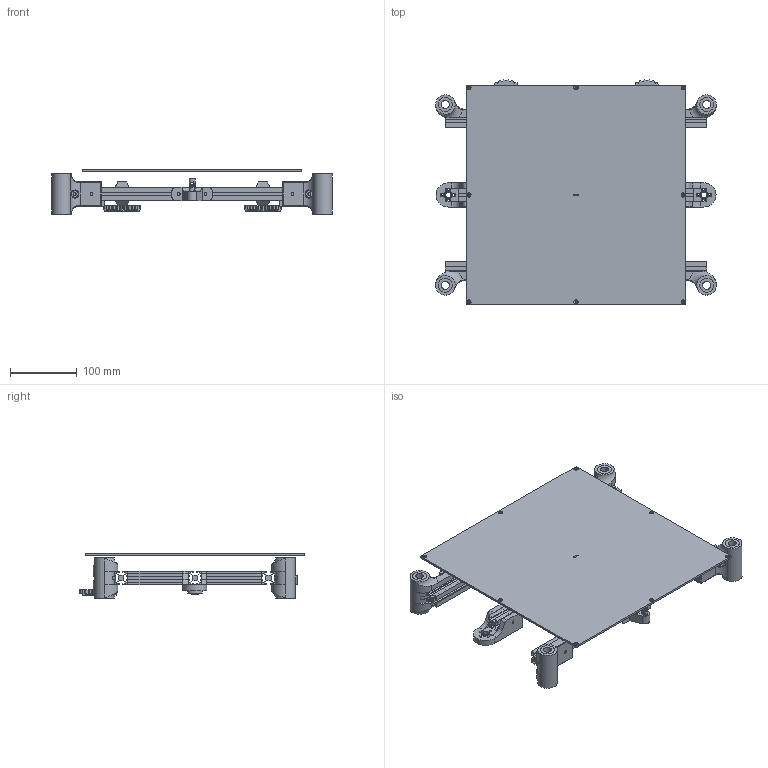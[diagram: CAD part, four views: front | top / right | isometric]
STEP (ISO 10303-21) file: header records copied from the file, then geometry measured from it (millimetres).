
FILE_DESCRIPTION(/* description */ (''),/* implementation_level */ '2;1');
FILE_NAME(/* name */ 'Heatbed Evo v12.step',/* time_stamp */ '2020-10-20T10:45:10+02:00',/* author */ (''),/* organization */ (''),/* preprocessor_version */ 'ST-DEVELOPER v18.1',/* originating_system */ 'Autodesk Translation Framework v9.3.0.1241',/* authorisation */ '');
FILE_SCHEMA (('AUTOMOTIVE_DESIGN { 1 0 10303 214 3 1 1 }'));
Length unit declared in the file: millimetre
Products named in the file (20): Heatbed Evo; Bed; Heatplate; Extrusion; Extrusion 20x20x350; Extrusion 20x20x90; Extrusion 20x20x390; Lead Skrew; Lead Skrew Holder Evo; Lead Screw; Z Axis; Z Axis Bearing Holder; Z Axis Bearing Holder_1; Z Axis Bearing Holder_2; Z Axis Bearing Holder_3; LM12UU; cardan joint; Bed Bracket; Bed Leveling Wheel; Cardan Bed Bracket
Assembly tree (34 placements, depth 4):
  Heatbed Evo
    Bed
      Heatplate
    Extrusion
      Extrusion 20x20x350
      Extrusion 20x20x90  x4
      Extrusion 20x20x390  x2
    Lead Skrew
      Lead Screw  x2
      Lead Skrew Holder Evo  x2
    Z Axis
      Z Axis Bearing Holder
        LM12UU  x2
      Z Axis Bearing Holder_1
        LM12UU  x2
      Z Axis Bearing Holder_2
        LM12UU  x2
      Z Axis Bearing Holder_3
        LM12UU  x2
    cardan joint
    Bed Bracket  x2
    Bed Leveling Wheel  x2
    Cardan Bed Bracket
Bounding box: 419.04 x 336.75 x 66 mm (x, y, z)
Volume: 972895.6 mm3; surface area: 634219.7 mm2
Topology: 32 solids, 32 shells, 1092 faces, 2908 edges, 1906 vertices
Faces by surface type: plane 675, cylinder 355, sphere 16, bspline 16, torus 16, cone 14
Full cylindrical faces by diameter (mm): 3 x15, 3.2 x4, 3.5 x8, 4 x10, 4.2 x2, 4.4 x8, 5.5 x4, 6 x2, 6.5 x8, 8 x2, 9 x5, 10 x4, 12 x8, 21 x12, 22 x2
Entity records: 24890 total; most frequent: CARTESIAN_POINT 7612, ORIENTED_EDGE 3476, DIRECTION 3473, EDGE_CURVE 1738, AXIS2_PLACEMENT_3D 1177, VERTEX_POINT 1132, LINE 1119, VECTOR 1119
